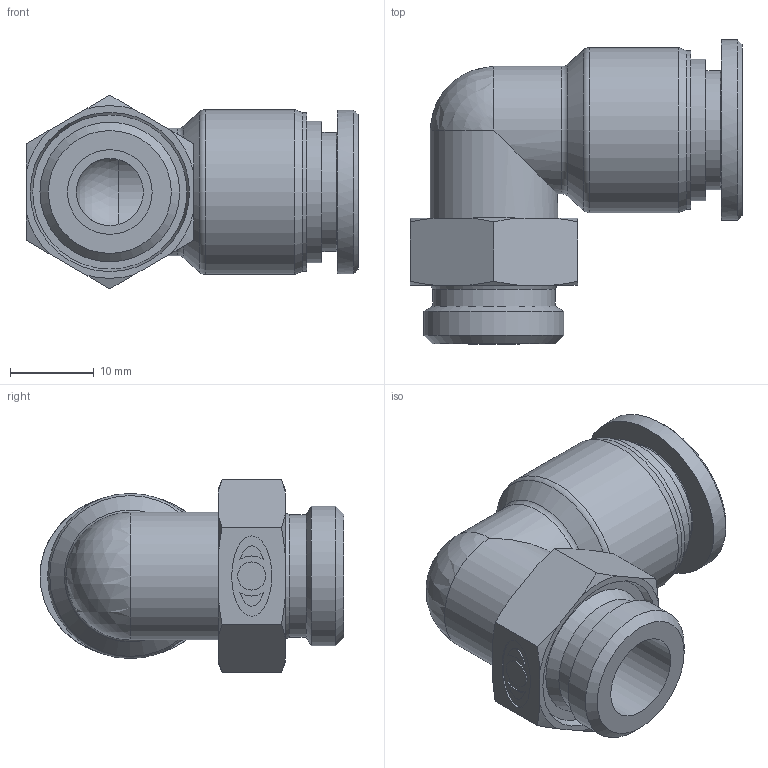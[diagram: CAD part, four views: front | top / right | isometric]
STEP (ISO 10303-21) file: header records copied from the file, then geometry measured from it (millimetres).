
FILE_DESCRIPTION((''),'2;1');
FILE_NAME('F-PL 12G03.stp','2020-11-24T18:22:25',('Administrator'),(''),'Autodesk Inventor 2013','Autodesk Inventor 2013','');
FILE_SCHEMA(('CONFIG_CONTROL_DESIGN'));
Length unit declared in the file: millimetre
Products named in the file (4): F-PL 1203; F-PL 1203 BODY; F-SLEEVE 12(SUS); F-BODY G03(SUS) 
Assembly tree (3 placements, depth 2):
  F-PL 1203
    F-PL 1203 BODY
    F-SLEEVE 12(SUS)
    F-BODY G03(SUS) 
Bounding box: 39.6 x 36.25 x 23.09 mm (x, y, z)
Volume: 8338.8 mm3; surface area: 6397.2 mm2
Topology: 3 solids, 3 shells, 309 faces, 816 edges, 539 vertices
Faces by surface type: bspline 135, plane 134, cone 20, cylinder 16, sphere 2, torus 2
Full cylindrical faces by diameter (mm): 3.35 x1, 8 x1, 10 x1, 10.1 x1, 12.15 x1, 12.2 x1, 14.2 x1, 14.6 x1, 15.2 x2, 16.662 x1, 16.9 x1, 18.9 x1, 19.7 x1
Entity records: 9772 total; most frequent: CARTESIAN_POINT 3070, ORIENTED_EDGE 1562, DIRECTION 915, EDGE_CURVE 781, VERTEX_POINT 532, VECTOR 433, LINE 433, EDGE_LOOP 369
